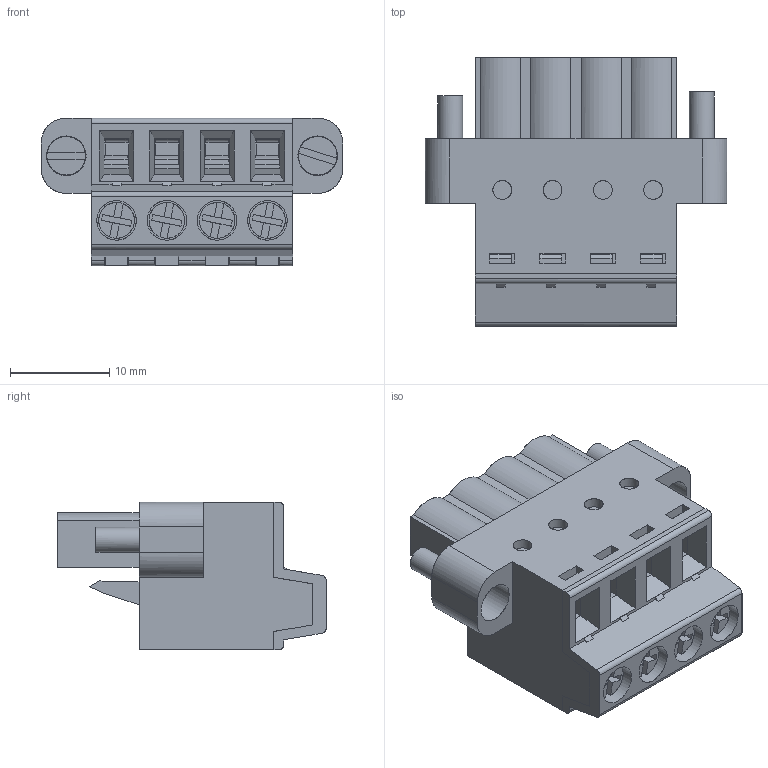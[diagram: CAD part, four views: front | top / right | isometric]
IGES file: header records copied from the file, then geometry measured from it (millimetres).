
Start section: C
Global section: file name: 691374500004B.igs; native system:  By UGS Corp.; preprocessor: XPlus GENERIC/IGES 3.0; author: Author; organization: Title; date: 20120808.170531; units: millimetre
Bounding box: 30.48 x 27.1 x 14.9 mm (x, y, z)
Surface area: 10249.6 mm2 (no closed solid volume)
Topology: 0 solids, 0 shells, 1078 faces, 6078 edges, 6078 vertices
Faces by surface type: bspline 1078
